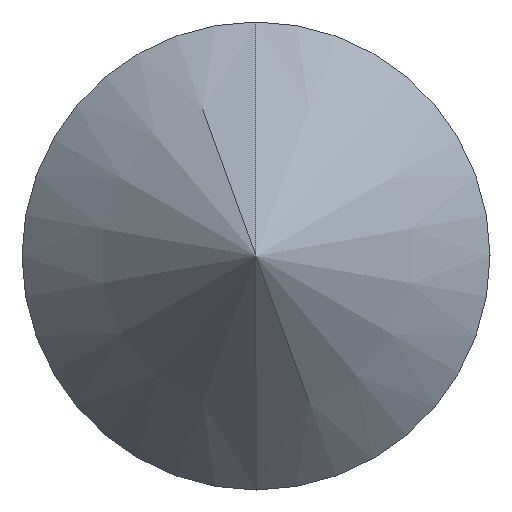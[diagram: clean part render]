
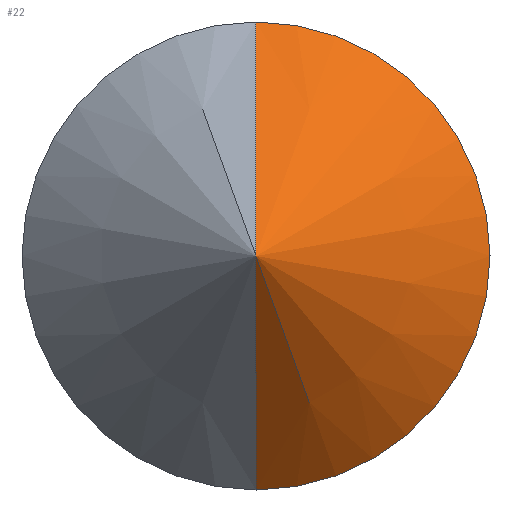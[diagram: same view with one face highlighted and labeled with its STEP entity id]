
A CAD part, front view. The second image highlights one B-rep face of the part: STEP entity #22.
In plain terms, the highlighted conical face has half-angle 45 degrees and reference radius 1000 mm.
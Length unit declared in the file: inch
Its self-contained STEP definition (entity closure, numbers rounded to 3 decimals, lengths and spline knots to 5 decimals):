
#17 = ORIENTED_EDGE ( 'NONE', *, *, #97, .F. ) ;
#20 = VERTEX_POINT ( 'NONE', #29 ) ;
#21 = EDGE_LOOP ( 'NONE', ( #17, #147, #107 ) ) ;
#22 = ADVANCED_FACE ( 'NONE', ( #197 ), #172, .T. ) ;
#29 = CARTESIAN_POINT ( 'NONE',  ( 0., 0., 0. ) ) ;
#32 = CARTESIAN_POINT ( 'NONE',  ( 0., 0.15625, 0.15625 ) ) ;
#34 = EDGE_CURVE ( 'NONE', #20, #43, #233, .T. ) ;
#43 = VERTEX_POINT ( 'NONE', #73 ) ;
#46 = CARTESIAN_POINT ( 'NONE',  ( 0., 39.37008, 0. ) ) ;
#55 = AXIS2_PLACEMENT_3D ( 'NONE', #181, #61, #125 ) ;
#61 = DIRECTION ( 'NONE',  ( 0., -1., 0. ) ) ;
#71 = VECTOR ( 'NONE', #174, 39.37008 ) ;
#72 = DIRECTION ( 'NONE',  ( 0., 0.707, -0.707 ) ) ;
#73 = CARTESIAN_POINT ( 'NONE',  ( 0., 0.15625, -0.15625 ) ) ;
#89 = CARTESIAN_POINT ( 'NONE',  ( 0., 0., 0. ) ) ;
#97 = EDGE_CURVE ( 'NONE', #20, #143, #201, .T. ) ;
#107 = ORIENTED_EDGE ( 'NONE', *, *, #182, .T. ) ;
#117 = CIRCLE ( 'NONE', #55, 0.15625 ) ;
#125 = DIRECTION ( 'NONE',  ( 0., 0., -1. ) ) ;
#127 = DIRECTION ( 'NONE',  ( 0., 0., 1. ) ) ;
#141 = VECTOR ( 'NONE', #72, 39.37008 ) ;
#143 = VERTEX_POINT ( 'NONE', #32 ) ;
#147 = ORIENTED_EDGE ( 'NONE', *, *, #34, .T. ) ;
#151 = AXIS2_PLACEMENT_3D ( 'NONE', #46, #229, #127 ) ;
#157 = CARTESIAN_POINT ( 'NONE',  ( 0., 0., 0. ) ) ;
#172 = CONICAL_SURFACE ( 'NONE', #151, 39.37008, 0.785 ) ;
#174 = DIRECTION ( 'NONE',  ( 0., 0.707, 0.707 ) ) ;
#181 = CARTESIAN_POINT ( 'NONE',  ( 0., 0.15625, 0. ) ) ;
#182 = EDGE_CURVE ( 'NONE', #43, #143, #117, .T. ) ;
#197 = FACE_OUTER_BOUND ( 'NONE', #21, .T. ) ;
#201 = LINE ( 'NONE', #157, #71 ) ;
#229 = DIRECTION ( 'NONE',  ( 0., 1., 0. ) ) ;
#233 = LINE ( 'NONE', #89, #141 ) ;
